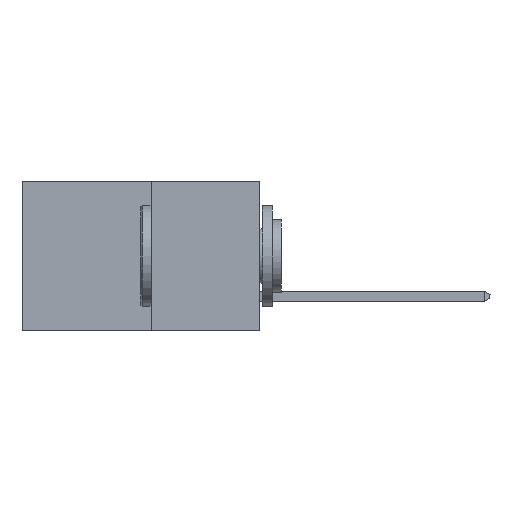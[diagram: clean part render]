
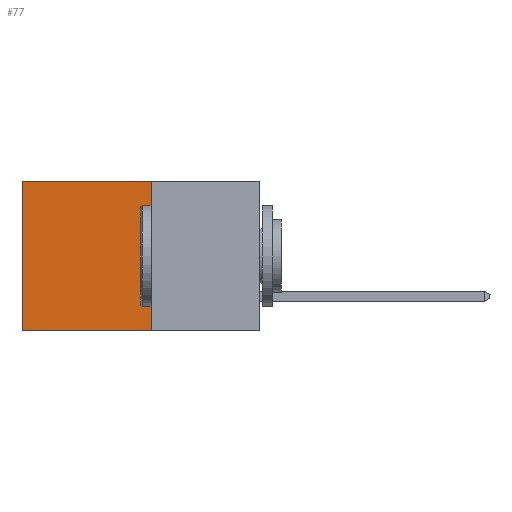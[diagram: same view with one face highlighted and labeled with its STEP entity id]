
A CAD part, left-side view. The second image highlights one B-rep face of the part: STEP entity #77.
In plain terms, the highlighted planar face has unit normal (-1, 0, 0).
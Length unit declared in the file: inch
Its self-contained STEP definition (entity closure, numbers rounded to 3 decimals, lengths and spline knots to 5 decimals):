
#77 = ADVANCED_FACE ( 'NONE', ( #12405 ), #9987, .F. ) ;
#893 = CARTESIAN_POINT ( 'NONE',  ( 0.277, 0.59, -0.37 ) ) ;
#1708 = ORIENTED_EDGE ( 'NONE', *, *, #8201, .F. ) ;
#2056 = ORIENTED_EDGE ( 'NONE', *, *, #3844, .F. ) ;
#2126 = DIRECTION ( 'NONE',  ( 0., 0., -1. ) ) ;
#2812 = VERTEX_POINT ( 'NONE', #3234 ) ;
#3156 = EDGE_CURVE ( 'NONE', #5103, #4352, #11599, .T. ) ;
#3234 = CARTESIAN_POINT ( 'NONE',  ( 0.277, 0.27, -0.37 ) ) ;
#3262 = DIRECTION ( 'NONE',  ( 0., 1., 0. ) ) ;
#3358 = CARTESIAN_POINT ( 'NONE',  ( 0.277, 0.27, -0.37 ) ) ;
#3844 = EDGE_CURVE ( 'NONE', #5103, #2812, #8096, .T. ) ;
#4352 = VERTEX_POINT ( 'NONE', #10773 ) ;
#4505 = EDGE_CURVE ( 'NONE', #4352, #11056, #4619, .T. ) ;
#4619 = LINE ( 'NONE', #8695, #10215 ) ;
#5103 = VERTEX_POINT ( 'NONE', #6231 ) ;
#5169 = ORIENTED_EDGE ( 'NONE', *, *, #4505, .T. ) ;
#5452 = ORIENTED_EDGE ( 'NONE', *, *, #3156, .T. ) ;
#5535 = EDGE_LOOP ( 'NONE', ( #5169, #1708, #2056, #5452 ) ) ;
#6231 = CARTESIAN_POINT ( 'NONE',  ( 0.277, 0.27, 0. ) ) ;
#6246 = CARTESIAN_POINT ( 'NONE',  ( 0.277, 0.27, -0.37 ) ) ;
#8096 = LINE ( 'NONE', #10286, #10679 ) ;
#8201 = EDGE_CURVE ( 'NONE', #2812, #11056, #9098, .T. ) ;
#8228 = DIRECTION ( 'NONE',  ( 0., 1., 0. ) ) ;
#8443 = CARTESIAN_POINT ( 'NONE',  ( 0.277, 0.27, 0. ) ) ;
#8471 = VECTOR ( 'NONE', #3262, 39.37008 ) ;
#8695 = CARTESIAN_POINT ( 'NONE',  ( 0.277, 0.59, -0.37 ) ) ;
#8864 = DIRECTION ( 'NONE',  ( 0., 0., -1. ) ) ;
#9012 = VECTOR ( 'NONE', #8228, 39.37008 ) ;
#9098 = LINE ( 'NONE', #3358, #8471 ) ;
#9987 = PLANE ( 'NONE',  #11094 ) ;
#10215 = VECTOR ( 'NONE', #8864, 39.37008 ) ;
#10286 = CARTESIAN_POINT ( 'NONE',  ( 0.277, 0.27, -0.37 ) ) ;
#10679 = VECTOR ( 'NONE', #11542, 39.37008 ) ;
#10773 = CARTESIAN_POINT ( 'NONE',  ( 0.277, 0.59, 0. ) ) ;
#11056 = VERTEX_POINT ( 'NONE', #893 ) ;
#11094 = AXIS2_PLACEMENT_3D ( 'NONE', #6246, #12372, #2126 ) ;
#11542 = DIRECTION ( 'NONE',  ( 0., 0., -1. ) ) ;
#11599 = LINE ( 'NONE', #8443, #9012 ) ;
#12372 = DIRECTION ( 'NONE',  ( 1., 0., 0. ) ) ;
#12405 = FACE_OUTER_BOUND ( 'NONE', #5535, .T. ) ;
